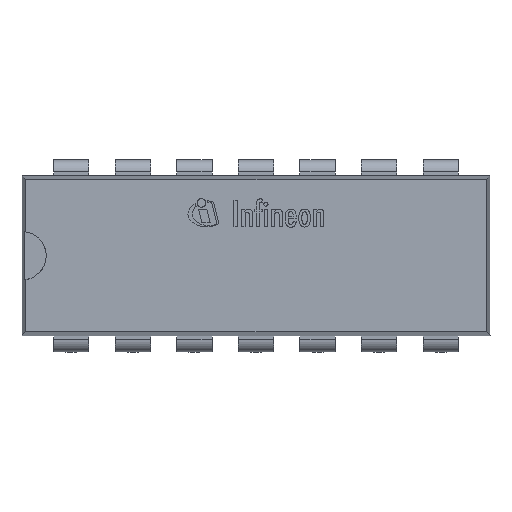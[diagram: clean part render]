
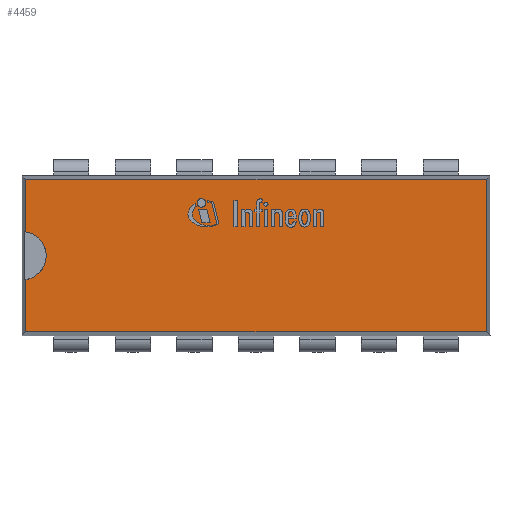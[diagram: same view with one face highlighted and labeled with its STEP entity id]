
A CAD part, top view. The second image highlights one B-rep face of the part: STEP entity #4459.
In plain terms, the highlighted planar face has unit normal (0, 0, 1).
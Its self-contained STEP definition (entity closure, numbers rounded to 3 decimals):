
#232=CIRCLE('',#4847,1.);
#571=FACE_OUTER_BOUND('',#828,.T.);
#828=EDGE_LOOP('',(#3052,#3053,#3054,#3055,#3056,#3057));
#1098=LINE('',#6976,#1489);
#1102=LINE('',#6983,#1493);
#1103=LINE('',#6987,#1494);
#1107=LINE('',#6994,#1498);
#1109=LINE('',#6997,#1500);
#1489=VECTOR('',#5461,10.);
#1493=VECTOR('',#5465,10.);
#1494=VECTOR('',#5468,10.);
#1498=VECTOR('',#5474,10.);
#1500=VECTOR('',#5478,10.);
#1873=VERTEX_POINT('',#6969);
#1874=VERTEX_POINT('',#6971);
#1875=VERTEX_POINT('',#6975);
#1878=VERTEX_POINT('',#6981);
#1879=VERTEX_POINT('',#6985);
#1880=VERTEX_POINT('',#6986);
#2332=EDGE_CURVE('',#1874,#1873,#232,.T.);
#2334=EDGE_CURVE('',#1874,#1875,#1098,.T.);
#2338=EDGE_CURVE('',#1878,#1873,#1102,.T.);
#2339=EDGE_CURVE('',#1879,#1880,#1103,.T.);
#2343=EDGE_CURVE('',#1880,#1878,#1107,.T.);
#2345=EDGE_CURVE('',#1875,#1879,#1109,.T.);
#3052=ORIENTED_EDGE('',*,*,#2332,.T.);
#3053=ORIENTED_EDGE('',*,*,#2338,.F.);
#3054=ORIENTED_EDGE('',*,*,#2343,.F.);
#3055=ORIENTED_EDGE('',*,*,#2339,.F.);
#3056=ORIENTED_EDGE('',*,*,#2345,.F.);
#3057=ORIENTED_EDGE('',*,*,#2334,.F.);
#4341=PLANE('',#4853);
#4459=ADVANCED_FACE('',(#571),#4341,.T.);
#4847=AXIS2_PLACEMENT_3D('',#6972,#5455,#5456);
#4853=AXIS2_PLACEMENT_3D('',#6999,#5480,#5481);
#5455=DIRECTION('center_axis',(0.,0.,-1.));
#5456=DIRECTION('ref_axis',(0.,-1.,0.));
#5461=DIRECTION('',(0.,1.,0.));
#5465=DIRECTION('',(0.,1.,0.));
#5468=DIRECTION('',(0.,-1.,0.));
#5474=DIRECTION('',(-1.,0.,0.));
#5478=DIRECTION('',(1.,0.,0.));
#5480=DIRECTION('center_axis',(0.,0.,1.));
#5481=DIRECTION('ref_axis',(1.,0.,0.));
#6969=CARTESIAN_POINT('',(-9.49,-0.987,8.825));
#6971=CARTESIAN_POINT('',(-9.49,0.987,8.825));
#6972=CARTESIAN_POINT('Origin',(-9.652,0.,
8.825));
#6975=CARTESIAN_POINT('',(-9.49,3.14,8.825));
#6976=CARTESIAN_POINT('',(-9.49,3.303,8.825));
#6981=CARTESIAN_POINT('',(-9.49,-3.14,8.825));
#6983=CARTESIAN_POINT('',(-9.49,3.303,8.825));
#6985=CARTESIAN_POINT('',(9.49,3.14,8.825));
#6986=CARTESIAN_POINT('',(9.49,-3.14,8.825));
#6987=CARTESIAN_POINT('',(9.49,-3.303,8.825));
#6994=CARTESIAN_POINT('',(-9.653,-3.14,8.825));
#6997=CARTESIAN_POINT('',(9.652,3.14,8.825));
#6999=CARTESIAN_POINT('Origin',(0.,0.,
8.825));
